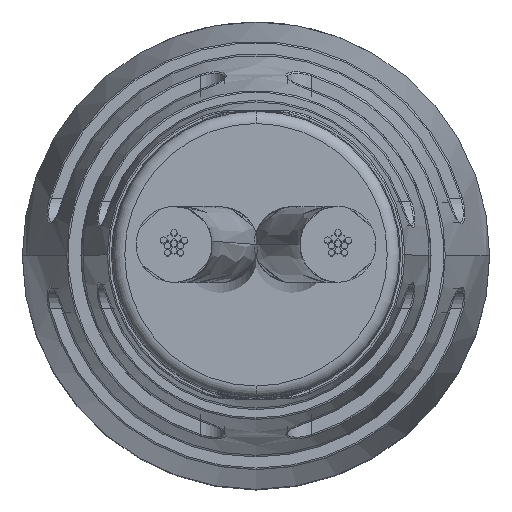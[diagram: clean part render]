
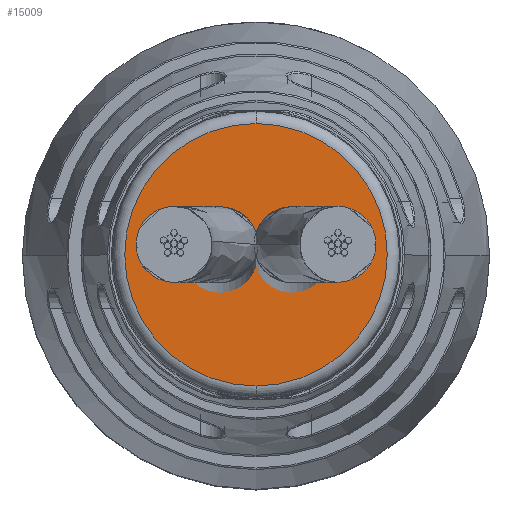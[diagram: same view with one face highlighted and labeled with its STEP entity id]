
A CAD part, top view. The second image highlights one B-rep face of the part: STEP entity #15009.
In plain terms, the highlighted face is planar.
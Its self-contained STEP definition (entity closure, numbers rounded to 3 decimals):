
#2142 = ORIENTED_EDGE ( 'NONE', *, *, #15572, .T. ) ;
#3165 = VERTEX_POINT ( 'NONE', #13212 ) ;
#3305 = EDGE_CURVE ( 'NONE', #5054, #3165, #18447, .T. ) ;
#4940 = CIRCLE ( 'NONE', #19852, 3.202 ) ;
#5054 = VERTEX_POINT ( 'NONE', #15336 ) ;
#9214 = FACE_OUTER_BOUND ( 'NONE', #14136, .T. ) ;
#11643 = DIRECTION ( 'NONE',  ( 0., 0., -1. ) ) ;
#11694 = DIRECTION ( 'NONE',  ( -1., 0., 0. ) ) ;
#11724 = CARTESIAN_POINT ( 'NONE',  ( -30., 0., 0. ) ) ;
#12040 = DIRECTION ( 'NONE',  ( 0., 0., -1. ) ) ;
#12064 = DIRECTION ( 'NONE',  ( -1., 0., 0. ) ) ;
#12070 = CARTESIAN_POINT ( 'NONE',  ( -30., 0., 0. ) ) ;
#12733 = ORIENTED_EDGE ( 'NONE', *, *, #3305, .T. ) ;
#13212 = CARTESIAN_POINT ( 'NONE',  ( -30., 0., 3.202 ) ) ;
#14136 = EDGE_LOOP ( 'NONE', ( #2142, #12733 ) ) ;
#15009 = ADVANCED_FACE ( 'NONE', ( #9214 ), #20585, .F. ) ;
#15336 = CARTESIAN_POINT ( 'NONE',  ( -30., 0., -3.202 ) ) ;
#15572 = EDGE_CURVE ( 'NONE', #3165, #5054, #4940, .T. ) ;
#15751 = AXIS2_PLACEMENT_3D ( 'NONE', #11724, #11694, #11643 ) ;
#18447 = CIRCLE ( 'NONE', #15751, 3.202 ) ;
#19852 = AXIS2_PLACEMENT_3D ( 'NONE', #12070, #12064, #12040 ) ;
#20341 = DIRECTION ( 'NONE',  ( 0., 0., -1. ) ) ;
#20369 = DIRECTION ( 'NONE',  ( 1., 0., 0. ) ) ;
#20473 = CARTESIAN_POINT ( 'NONE',  ( -30., 3.5, 0. ) ) ;
#20585 = PLANE ( 'NONE',  #23229 ) ;
#23229 = AXIS2_PLACEMENT_3D ( 'NONE', #20473, #20369, #20341 ) ;
